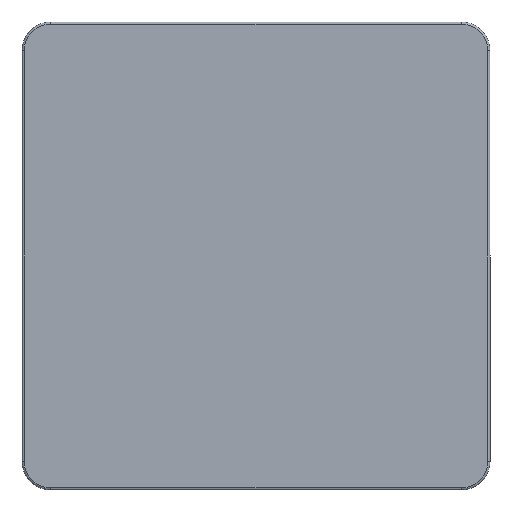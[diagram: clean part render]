
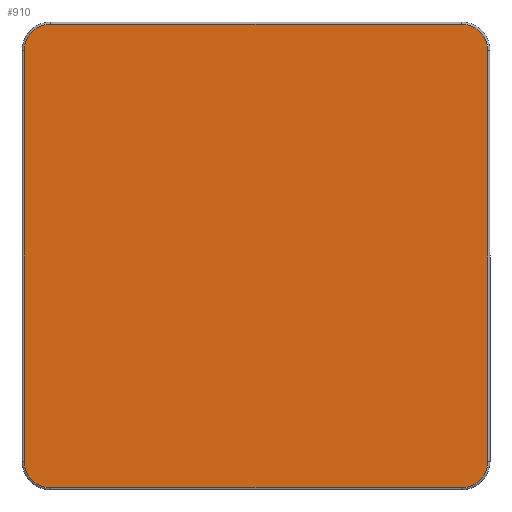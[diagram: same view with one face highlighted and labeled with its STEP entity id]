
A CAD part, front view. The second image highlights one B-rep face of the part: STEP entity #910.
In plain terms, the highlighted planar face has unit normal (0, -1, 0).
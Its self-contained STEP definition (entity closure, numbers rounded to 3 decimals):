
#34=PLANE('',#1009);
#59=LINE('',#1468,#115);
#61=LINE('',#1480,#117);
#63=LINE('',#1492,#119);
#66=LINE('',#1502,#122);
#115=VECTOR('',#1134,10.);
#117=VECTOR('',#1148,10.);
#119=VECTOR('',#1162,10.);
#122=VECTOR('',#1175,10.);
#215=FACE_OUTER_BOUND('',#282,.T.);
#282=EDGE_LOOP('',(#682,#683,#684,#685,#686,#687,#688,#689));
#357=CIRCLE('',#983,12.);
#360=CIRCLE('',#988,12.);
#364=CIRCLE('',#994,12.);
#368=CIRCLE('',#1000,12.);
#426=VERTEX_POINT('',#1456);
#429=VERTEX_POINT('',#1461);
#431=VERTEX_POINT('',#1466);
#433=VERTEX_POINT('',#1472);
#435=VERTEX_POINT('',#1478);
#437=VERTEX_POINT('',#1484);
#439=VERTEX_POINT('',#1490);
#441=VERTEX_POINT('',#1496);
#509=EDGE_CURVE('',#429,#426,#357,.T.);
#511=EDGE_CURVE('',#431,#429,#59,.T.);
#514=EDGE_CURVE('',#433,#431,#360,.T.);
#517=EDGE_CURVE('',#435,#433,#61,.T.);
#520=EDGE_CURVE('',#437,#435,#364,.T.);
#523=EDGE_CURVE('',#439,#437,#63,.T.);
#526=EDGE_CURVE('',#441,#439,#368,.T.);
#529=EDGE_CURVE('',#426,#441,#66,.T.);
#682=ORIENTED_EDGE('',*,*,#509,.F.);
#683=ORIENTED_EDGE('',*,*,#511,.F.);
#684=ORIENTED_EDGE('',*,*,#514,.F.);
#685=ORIENTED_EDGE('',*,*,#517,.F.);
#686=ORIENTED_EDGE('',*,*,#520,.F.);
#687=ORIENTED_EDGE('',*,*,#523,.F.);
#688=ORIENTED_EDGE('',*,*,#526,.F.);
#689=ORIENTED_EDGE('',*,*,#529,.F.);
#910=ADVANCED_FACE('',(#215),#34,.T.);
#983=AXIS2_PLACEMENT_3D('',#1463,#1128,#1129);
#988=AXIS2_PLACEMENT_3D('',#1474,#1140,#1141);
#994=AXIS2_PLACEMENT_3D('',#1486,#1154,#1155);
#1000=AXIS2_PLACEMENT_3D('',#1498,#1168,#1169);
#1009=AXIS2_PLACEMENT_3D('',#1521,#1195,#1196);
#1128=DIRECTION('center_axis',(0.,1.,0.));
#1129=DIRECTION('ref_axis',(0.707,0.,0.707));
#1134=DIRECTION('',(1.,0.,0.));
#1140=DIRECTION('center_axis',(0.,1.,0.));
#1141=DIRECTION('ref_axis',(-0.707,0.,0.707));
#1148=DIRECTION('',(0.,0.,1.));
#1154=DIRECTION('center_axis',(0.,1.,0.));
#1155=DIRECTION('ref_axis',(-0.707,0.,-0.707));
#1162=DIRECTION('',(-1.,0.,0.));
#1168=DIRECTION('center_axis',(0.,1.,0.));
#1169=DIRECTION('ref_axis',(0.707,0.,-0.707));
#1175=DIRECTION('',(0.,0.,-1.));
#1195=DIRECTION('center_axis',(0.,-1.,0.));
#1196=DIRECTION('ref_axis',(1.,0.,0.));
#1456=CARTESIAN_POINT('',(5.,-206.,-7.));
#1461=CARTESIAN_POINT('',(-7.,-206.,5.));
#1463=CARTESIAN_POINT('Origin',(-7.,-206.,-7.));
#1466=CARTESIAN_POINT('',(-193.,-206.,5.));
#1468=CARTESIAN_POINT('',(-146.5,-206.,5.));
#1472=CARTESIAN_POINT('',(-205.,-206.,-7.));
#1474=CARTESIAN_POINT('Origin',(-193.,-206.,-7.));
#1478=CARTESIAN_POINT('',(-205.,-206.,-193.));
#1480=CARTESIAN_POINT('',(-205.,-206.,-146.5));
#1484=CARTESIAN_POINT('',(-193.,-206.,-205.));
#1486=CARTESIAN_POINT('Origin',(-193.,-206.,-193.));
#1490=CARTESIAN_POINT('',(-7.,-206.,-205.));
#1492=CARTESIAN_POINT('',(-53.5,-206.,-205.));
#1496=CARTESIAN_POINT('',(5.,-206.,-193.));
#1498=CARTESIAN_POINT('Origin',(-7.,-206.,-193.));
#1502=CARTESIAN_POINT('',(5.,-206.,-53.5));
#1521=CARTESIAN_POINT('Origin',(-100.,-206.,-100.));
